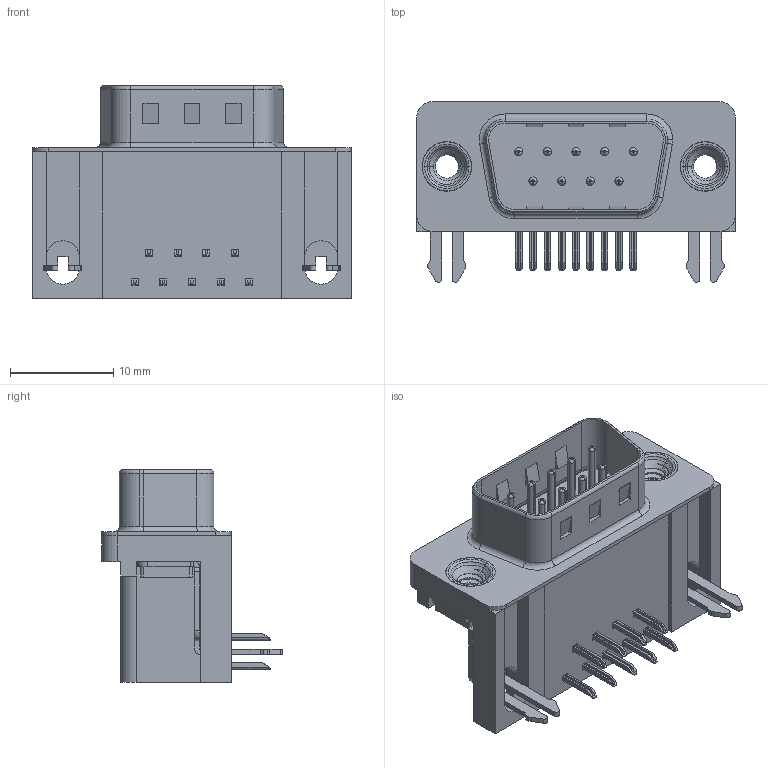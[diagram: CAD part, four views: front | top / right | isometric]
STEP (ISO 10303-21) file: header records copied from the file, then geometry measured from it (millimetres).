
FILE_DESCRIPTION (( 'STEP AP203' ), '1' );
FILE_NAME ('629-009-240-532.STEP', '2021-09-21T19:48:32', ( '' ), ( '' ), 'SwSTEP 2.0', 'SolidWorks 2020', '' );
FILE_SCHEMA (( 'CONFIG_CONTROL_DESIGN' ));
Length unit declared in the file: millimetre
Products named in the file (7): 629-009-240-532; 629 4-40 Threaded Rivet; 629 Shell_09 Socket; 629 Contact Bottom; 629 Contact Top; 629 Housing_09 Socket; 629 2 Prong Board Lock
Assembly tree (15 placements, depth 2):
  629-009-240-532
    629 Housing_09 Socket
    629 Shell_09 Socket
    629 Contact Bottom  x4
    629 Contact Top  x5
    629 2 Prong Board Lock  x2
    629 4-40 Threaded Rivet  x2
Bounding box: 30.89 x 17.48 x 20.6 mm (x, y, z)
Volume: 3722.5 mm3; surface area: 4764.4 mm2
Topology: 15 solids, 15 shells, 1029 faces, 2595 edges, 1621 vertices
Faces by surface type: plane 603, cylinder 323, torus 85, cone 12, bspline 6
Entity records: 16918 total; most frequent: CARTESIAN_POINT 4259, DIRECTION 2494, ORIENTED_EDGE 2402, EDGE_CURVE 1201, AXIS2_PLACEMENT_3D 850, VECTOR 794, LINE 794, VERTEX_POINT 765
